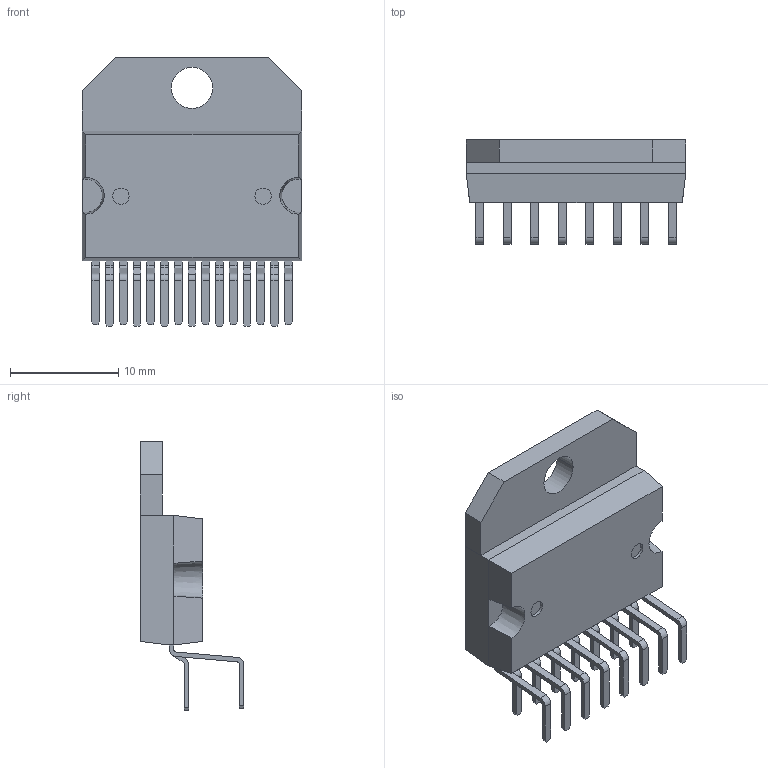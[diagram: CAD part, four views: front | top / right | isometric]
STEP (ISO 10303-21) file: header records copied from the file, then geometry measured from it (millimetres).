
FILE_DESCRIPTION((''),'2;1');
FILE_NAME('TO-220-15-V.stp','2014-02-28T18:37:33',(''),(''),'Mechanical Desktop 2011','Mechanical Desktop 2011',', , ');
FILE_SCHEMA(('AUTOMOTIVE_DESIGN { 1 2 10303 214 1 1 1 1 }'));
Length unit declared in the file: millimetre
Products named in the file (1): Product
Bounding box: 20.27 x 9.58 x 24.81 mm (x, y, z)
Volume: 1616.6 mm3; surface area: 2001.9 mm2
Topology: 17 solids, 17 shells, 281 faces, 727 edges, 482 vertices
Faces by surface type: plane 209, cylinder 64, bspline 7, cone 1
Entity records: 8596 total; most frequent: CARTESIAN_POINT 1554, ORIENTED_EDGE 1454, DIRECTION 1417, EDGE_CURVE 727, VECTOR 587, LINE 587, VERTEX_POINT 482, AXIS2_PLACEMENT_3D 415
